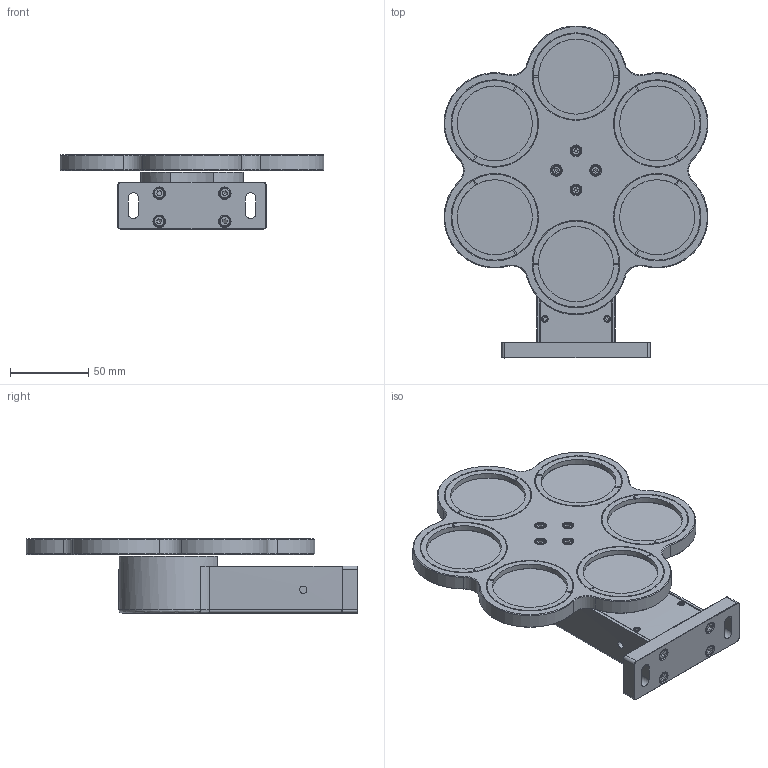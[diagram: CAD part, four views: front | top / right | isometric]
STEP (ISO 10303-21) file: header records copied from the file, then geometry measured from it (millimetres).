
FILE_DESCRIPTION (( 'STEP AP203' ), '1' );
FILE_NAME ('528357.STEP', '2024-04-10T01:49:26', ( 'Windows User' ), ( 'P R C' ), 'SwSTEP 2.0', 'SolidWorks 2020', '' );
FILE_SCHEMA (( 'CONFIG_CONTROL_DESIGN' ));
Length unit declared in the file: millimetre
Products named in the file (1): 528357
Bounding box: 168.68 x 212.38 x 47.5 mm (x, y, z)
Surface area: 90071.3 mm2 (no closed solid volume)
Topology: 0 solids, 45 shells, 341 faces, 946 edges, 639 vertices
Faces by surface type: plane 189, cone 77, cylinder 58, torus 14, bspline 3
Full cylindrical faces by diameter (mm): 4.4 x2, 4.7 x1, 5.5 x2, 6.5 x8, 7 x2, 8 x4, 48 x12, 55 x2
Entity records: 14561 total; most frequent: CARTESIAN_POINT 6460, DIRECTION 1643, ORIENTED_EDGE 1407, EDGE_CURVE 832, VERTEX_POINT 603, AXIS2_PLACEMENT_3D 587, VECTOR 469, LINE 469
